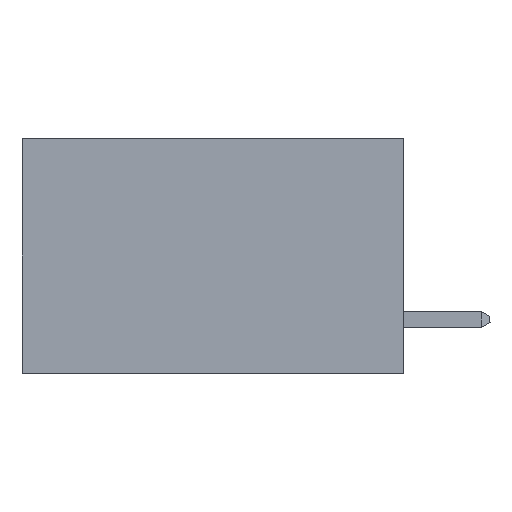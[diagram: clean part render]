
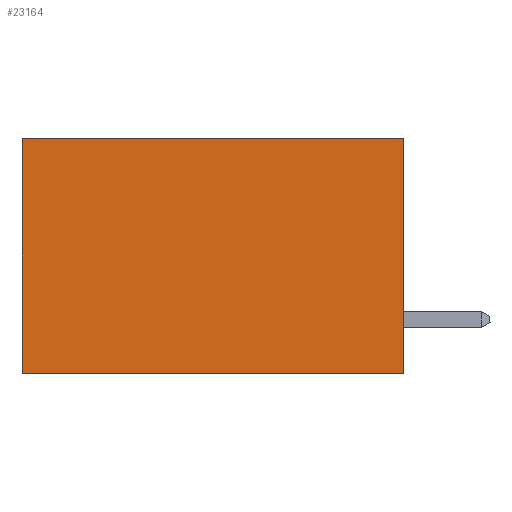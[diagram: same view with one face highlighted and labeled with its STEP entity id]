
A CAD part, left-side view. The second image highlights one B-rep face of the part: STEP entity #23164.
In plain terms, the highlighted planar face has unit normal (-1, 0, 0).
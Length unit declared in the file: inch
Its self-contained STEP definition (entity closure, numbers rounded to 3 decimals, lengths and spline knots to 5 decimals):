
#813 = VECTOR ( 'NONE', #34469, 39.37008 ) ;
#1310 = CARTESIAN_POINT ( 'NONE',  ( 0.2875, 0., 0. ) ) ;
#1474 = VECTOR ( 'NONE', #27093, 39.37008 ) ;
#1564 = VERTEX_POINT ( 'NONE', #36746 ) ;
#2413 = EDGE_LOOP ( 'NONE', ( #22890, #41100, #31330, #25741 ) ) ;
#2845 = DIRECTION ( 'NONE',  ( 0., 1., 0. ) ) ;
#4499 = FACE_OUTER_BOUND ( 'NONE', #2413, .T. ) ;
#4587 = VECTOR ( 'NONE', #7809, 39.37008 ) ;
#4984 = VECTOR ( 'NONE', #2845, 39.37008 ) ;
#5658 = EDGE_CURVE ( 'NONE', #1564, #12921, #28134, .T. ) ;
#5666 = CARTESIAN_POINT ( 'NONE',  ( 0.2875, 0.6, 0. ) ) ;
#7809 = DIRECTION ( 'NONE',  ( 0., 1., 0. ) ) ;
#9440 = EDGE_CURVE ( 'NONE', #15318, #38320, #13198, .T. ) ;
#12921 = VERTEX_POINT ( 'NONE', #24995 ) ;
#13198 = LINE ( 'NONE', #1310, #4587 ) ;
#13471 = CARTESIAN_POINT ( 'NONE',  ( 0.2875, 0., 0. ) ) ;
#13609 = DIRECTION ( 'NONE',  ( 0., 0., -1. ) ) ;
#15147 = AXIS2_PLACEMENT_3D ( 'NONE', #13471, #36306, #13609 ) ;
#15318 = VERTEX_POINT ( 'NONE', #26714 ) ;
#17241 = CARTESIAN_POINT ( 'NONE',  ( 0.2875, 0., 0. ) ) ;
#22890 = ORIENTED_EDGE ( 'NONE', *, *, #36563, .T. ) ;
#23164 = ADVANCED_FACE ( 'NONE', ( #4499 ), #32775, .F. ) ;
#24995 = CARTESIAN_POINT ( 'NONE',  ( 0.2875, 0.6, -0.37 ) ) ;
#25741 = ORIENTED_EDGE ( 'NONE', *, *, #9440, .T. ) ;
#26714 = CARTESIAN_POINT ( 'NONE',  ( 0.2875, 0., 0. ) ) ;
#27093 = DIRECTION ( 'NONE',  ( 0., 0., -1. ) ) ;
#28134 = LINE ( 'NONE', #28159, #4984 ) ;
#28159 = CARTESIAN_POINT ( 'NONE',  ( 0.2875, 0., -0.37 ) ) ;
#31330 = ORIENTED_EDGE ( 'NONE', *, *, #41045, .F. ) ;
#32775 = PLANE ( 'NONE',  #15147 ) ;
#32793 = LINE ( 'NONE', #17241, #1474 ) ;
#34469 = DIRECTION ( 'NONE',  ( 0., 0., -1. ) ) ;
#36306 = DIRECTION ( 'NONE',  ( 1., 0., 0. ) ) ;
#36563 = EDGE_CURVE ( 'NONE', #38320, #12921, #40712, .T. ) ;
#36746 = CARTESIAN_POINT ( 'NONE',  ( 0.2875, 0., -0.37 ) ) ;
#38320 = VERTEX_POINT ( 'NONE', #5666 ) ;
#40691 = CARTESIAN_POINT ( 'NONE',  ( 0.2875, 0.6, 0. ) ) ;
#40712 = LINE ( 'NONE', #40691, #813 ) ;
#41045 = EDGE_CURVE ( 'NONE', #15318, #1564, #32793, .T. ) ;
#41100 = ORIENTED_EDGE ( 'NONE', *, *, #5658, .F. ) ;
